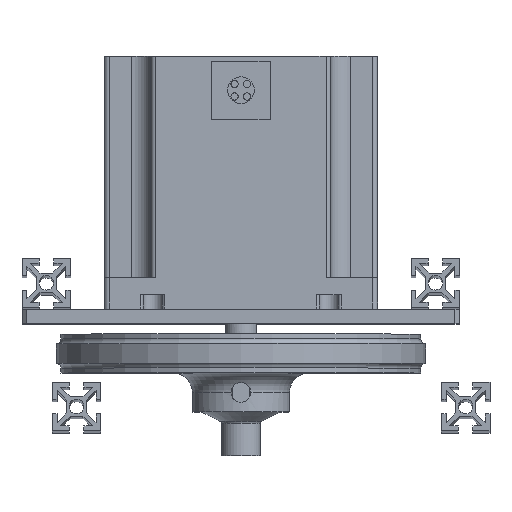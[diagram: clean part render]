
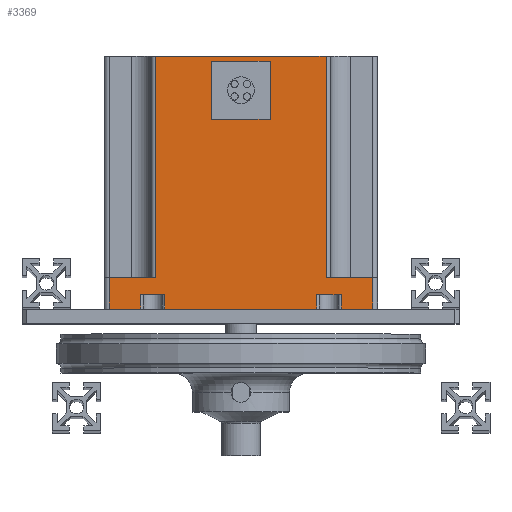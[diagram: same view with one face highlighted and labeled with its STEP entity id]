
A CAD part, top view. The second image highlights one B-rep face of the part: STEP entity #3369.
In plain terms, the highlighted planar face has unit normal (0, 0, 1).
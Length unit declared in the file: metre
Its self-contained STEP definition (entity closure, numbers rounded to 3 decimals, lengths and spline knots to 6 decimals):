
#708=ORIENTED_EDGE('',*,*,#1468,.T.);
#709=ORIENTED_EDGE('',*,*,#1469,.T.);
#710=ORIENTED_EDGE('',*,*,#1470,.T.);
#711=ORIENTED_EDGE('',*,*,#1471,.T.);
#712=ORIENTED_EDGE('',*,*,#1472,.F.);
#713=ORIENTED_EDGE('',*,*,#1473,.T.);
#714=ORIENTED_EDGE('',*,*,#1474,.F.);
#715=ORIENTED_EDGE('',*,*,#1475,.T.);
#716=ORIENTED_EDGE('',*,*,#1476,.F.);
#717=ORIENTED_EDGE('',*,*,#1477,.T.);
#718=ORIENTED_EDGE('',*,*,#1478,.T.);
#719=ORIENTED_EDGE('',*,*,#1479,.T.);
#720=ORIENTED_EDGE('',*,*,#1480,.T.);
#721=ORIENTED_EDGE('',*,*,#1481,.T.);
#722=ORIENTED_EDGE('',*,*,#1482,.T.);
#723=ORIENTED_EDGE('',*,*,#1483,.T.);
#724=ORIENTED_EDGE('',*,*,#1484,.F.);
#725=ORIENTED_EDGE('',*,*,#1485,.T.);
#726=ORIENTED_EDGE('',*,*,#1486,.T.);
#727=ORIENTED_EDGE('',*,*,#1487,.F.);
#1468=EDGE_CURVE('',#1880,#1881,#2227,.T.);
#1469=EDGE_CURVE('',#1881,#1882,#2228,.T.);
#1470=EDGE_CURVE('',#1882,#1883,#2229,.T.);
#1471=EDGE_CURVE('',#1883,#1884,#2230,.T.);
#1472=EDGE_CURVE('',#1885,#1884,#2231,.T.);
#1473=EDGE_CURVE('',#1885,#1886,#2232,.T.);
#1474=EDGE_CURVE('',#1887,#1886,#2233,.T.);
#1475=EDGE_CURVE('',#1887,#1888,#2234,.F.);
#1476=EDGE_CURVE('',#1889,#1888,#2235,.T.);
#1477=EDGE_CURVE('',#1889,#1890,#2236,.F.);
#1478=EDGE_CURVE('',#1890,#1891,#2237,.T.);
#1479=EDGE_CURVE('',#1891,#1892,#2238,.F.);
#1480=EDGE_CURVE('',#1892,#1893,#2239,.T.);
#1481=EDGE_CURVE('',#1893,#1894,#2240,.T.);
#1482=EDGE_CURVE('',#1894,#1895,#2241,.T.);
#1483=EDGE_CURVE('',#1895,#1880,#2242,.F.);
#1484=EDGE_CURVE('',#1896,#1897,#2243,.T.);
#1485=EDGE_CURVE('',#1896,#1898,#2244,.T.);
#1486=EDGE_CURVE('',#1898,#1899,#2245,.T.);
#1487=EDGE_CURVE('',#1897,#1899,#2246,.T.);
#1880=VERTEX_POINT('',#5769);
#1881=VERTEX_POINT('',#5770);
#1882=VERTEX_POINT('',#5772);
#1883=VERTEX_POINT('',#5774);
#1884=VERTEX_POINT('',#5776);
#1885=VERTEX_POINT('',#5778);
#1886=VERTEX_POINT('',#5780);
#1887=VERTEX_POINT('',#5782);
#1888=VERTEX_POINT('',#5784);
#1889=VERTEX_POINT('',#5786);
#1890=VERTEX_POINT('',#5788);
#1891=VERTEX_POINT('',#5790);
#1892=VERTEX_POINT('',#5792);
#1893=VERTEX_POINT('',#5794);
#1894=VERTEX_POINT('',#5796);
#1895=VERTEX_POINT('',#5798);
#1896=VERTEX_POINT('',#5801);
#1897=VERTEX_POINT('',#5802);
#1898=VERTEX_POINT('',#5804);
#1899=VERTEX_POINT('',#5806);
#2227=LINE('',#5768,#2512);
#2228=LINE('',#5771,#2513);
#2229=LINE('',#5773,#2514);
#2230=LINE('',#5775,#2515);
#2231=LINE('',#5777,#2516);
#2232=LINE('',#5779,#2517);
#2233=LINE('',#5781,#2518);
#2234=LINE('',#5783,#2519);
#2235=LINE('',#5785,#2520);
#2236=LINE('',#5787,#2521);
#2237=LINE('',#5789,#2522);
#2238=LINE('',#5791,#2523);
#2239=LINE('',#5793,#2524);
#2240=LINE('',#5795,#2525);
#2241=LINE('',#5797,#2526);
#2242=LINE('',#5799,#2527);
#2243=LINE('',#5800,#2528);
#2244=LINE('',#5803,#2529);
#2245=LINE('',#5805,#2530);
#2246=LINE('',#5807,#2531);
#2512=VECTOR('',#4743,1.);
#2513=VECTOR('',#4744,1.);
#2514=VECTOR('',#4745,1.);
#2515=VECTOR('',#4746,1.);
#2516=VECTOR('',#4747,1.);
#2517=VECTOR('',#4748,1.);
#2518=VECTOR('',#4749,1.);
#2519=VECTOR('',#4750,1.);
#2520=VECTOR('',#4751,1.);
#2521=VECTOR('',#4752,1.);
#2522=VECTOR('',#4753,1.);
#2523=VECTOR('',#4754,1.);
#2524=VECTOR('',#4755,1.);
#2525=VECTOR('',#4756,1.);
#2526=VECTOR('',#4757,1.);
#2527=VECTOR('',#4758,1.);
#2528=VECTOR('',#4759,1.);
#2529=VECTOR('',#4760,1.);
#2530=VECTOR('',#4761,1.);
#2531=VECTOR('',#4762,1.);
#2753=EDGE_LOOP('',(#708,#709,#710,#711,#712,#713,#714,#715,#716,#717,#718,
#719,#720,#721,#722,#723));
#2754=EDGE_LOOP('',(#724,#725,#726,#727));
#3026=FACE_BOUND('',#2753,.T.);
#3027=FACE_BOUND('',#2754,.T.);
#3259=PLANE('',#4171);
#3369=ADVANCED_FACE('',(#3026,#3027),#3259,.T.);
#4171=AXIS2_PLACEMENT_3D('',#5767,#4741,#4742);
#4741=DIRECTION('',(0.,0.,1.));
#4742=DIRECTION('',(1.,0.,0.));
#4743=DIRECTION('',(1.,0.,0.));
#4744=DIRECTION('',(0.,-1.,0.));
#4745=DIRECTION('',(1.,0.,0.));
#4746=DIRECTION('',(0.,1.,0.));
#4747=DIRECTION('',(1.,0.,0.));
#4748=DIRECTION('',(0.,1.,0.));
#4749=DIRECTION('',(1.,0.,0.));
#4750=DIRECTION('',(0.,1.,0.));
#4751=DIRECTION('',(1.,0.,0.));
#4752=DIRECTION('',(0.,1.,0.));
#4753=DIRECTION('',(1.,0.,0.));
#4754=DIRECTION('',(0.,-1.,0.));
#4755=DIRECTION('',(1.,0.,0.));
#4756=DIRECTION('',(0.,-1.,0.));
#4757=DIRECTION('',(1.,0.,0.));
#4758=DIRECTION('',(0.,-1.,0.));
#4759=DIRECTION('',(0.,-1.,0.));
#4760=DIRECTION('',(1.,0.,0.));
#4761=DIRECTION('',(0.,-1.,0.));
#4762=DIRECTION('',(1.,0.,0.));
#5767=CARTESIAN_POINT('',(0.,-0.052,0.0281));
#5768=CARTESIAN_POINT('',(0.,-0.049,0.0281));
#5769=CARTESIAN_POINT('',(0.015606,-0.049,0.0281));
#5770=CARTESIAN_POINT('',(0.0206,-0.049,0.0281));
#5771=CARTESIAN_POINT('',(0.0206,-0.052,0.0281));
#5772=CARTESIAN_POINT('',(0.0206,-0.052,0.0281));
#5773=CARTESIAN_POINT('',(0.,-0.052,0.0281));
#5774=CARTESIAN_POINT('',(0.0271,-0.052,0.0281));
#5775=CARTESIAN_POINT('',(0.0271,-0.052,0.0281));
#5776=CARTESIAN_POINT('',(0.0271,-0.0455,0.0281));
#5777=CARTESIAN_POINT('',(0.,-0.0455,0.0281));
#5778=CARTESIAN_POINT('',(0.0175,-0.0455,0.0281));
#5779=CARTESIAN_POINT('',(0.0175,-0.052,0.0281));
#5780=CARTESIAN_POINT('',(0.0175,0.,0.0281));
#5781=CARTESIAN_POINT('',(0.,0.,0.0281));
#5782=CARTESIAN_POINT('',(-0.0175,0.,0.0281));
#5783=CARTESIAN_POINT('',(-0.0175,-0.0455,0.0281));
#5784=CARTESIAN_POINT('',(-0.0175,-0.0455,0.0281));
#5785=CARTESIAN_POINT('',(0.,-0.0455,0.0281));
#5786=CARTESIAN_POINT('',(-0.0271,-0.0455,0.0281));
#5787=CARTESIAN_POINT('',(-0.0271,-0.052,0.0281));
#5788=CARTESIAN_POINT('',(-0.0271,-0.052,0.0281));
#5789=CARTESIAN_POINT('',(0.,-0.052,0.0281));
#5790=CARTESIAN_POINT('',(-0.0206,-0.052,0.0281));
#5791=CARTESIAN_POINT('',(-0.0206,-0.052,0.0281));
#5792=CARTESIAN_POINT('',(-0.0206,-0.049,0.0281));
#5793=CARTESIAN_POINT('',(0.,-0.049,0.0281));
#5794=CARTESIAN_POINT('',(-0.015606,-0.049,0.0281));
#5795=CARTESIAN_POINT('',(-0.015606,-0.052,0.0281));
#5796=CARTESIAN_POINT('',(-0.015606,-0.052,0.0281));
#5797=CARTESIAN_POINT('',(0.,-0.052,0.0281));
#5798=CARTESIAN_POINT('',(0.015606,-0.052,0.0281));
#5799=CARTESIAN_POINT('',(0.015606,-0.052,0.0281));
#5800=CARTESIAN_POINT('',(-0.006,-0.007,0.0281));
#5801=CARTESIAN_POINT('',(-0.006,-0.001,0.0281));
#5802=CARTESIAN_POINT('',(-0.006,-0.013,0.0281));
#5803=CARTESIAN_POINT('',(0.,-0.001,0.0281));
#5804=CARTESIAN_POINT('',(0.006,-0.001,0.0281));
#5805=CARTESIAN_POINT('',(0.006,-0.007,0.0281));
#5806=CARTESIAN_POINT('',(0.006,-0.013,0.0281));
#5807=CARTESIAN_POINT('',(0.,-0.013,0.0281));
